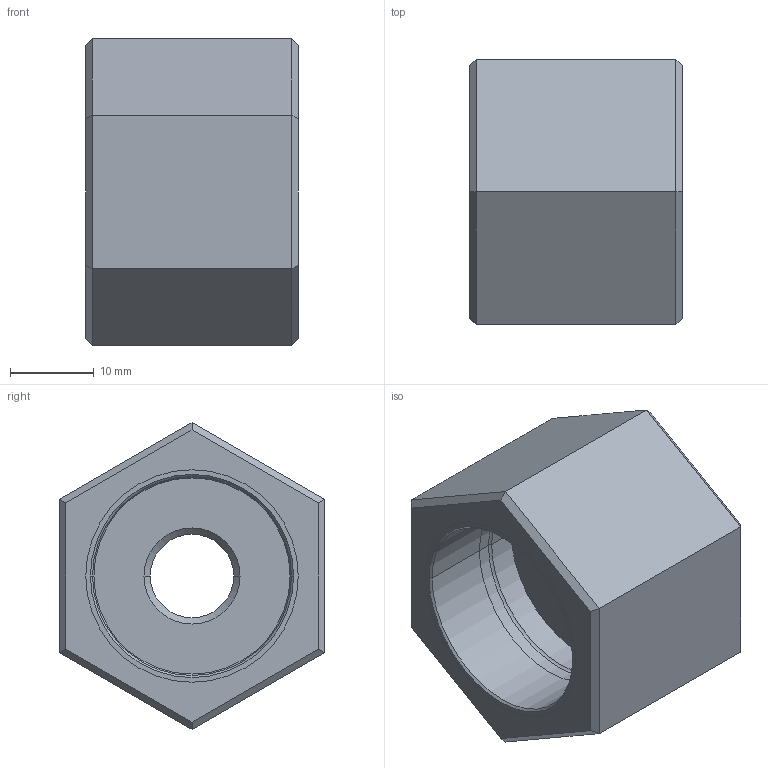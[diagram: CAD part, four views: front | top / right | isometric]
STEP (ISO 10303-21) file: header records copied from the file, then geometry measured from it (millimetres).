
FILE_DESCRIPTION((''),'2;1');
FILE_NAME('ILC30987240','2005-08-25T',('KR'),(''),'PRO/ENGINEER BY PARAMETRIC TECHNOLOGY CORPORATION, 2004290','PRO/ENGINEER BY PARAMETRIC TECHNOLOGY CORPORATION, 2004290','');
FILE_SCHEMA(('AUTOMOTIVE_DESIGN_CC2 { 1 2 10303 214 -1 1 5 2 }'));
Length unit declared in the file: inch
Products named in the file (1): ILC30987240
Bounding box: 25.4 x 31.75 x 36.66 mm (x, y, z)
Volume: 15078.9 mm3; surface area: 6623.7 mm2
Topology: 1 solids, 3 shells, 46 faces, 100 edges, 60 vertices
Faces by surface type: plane 24, cylinder 12, cone 8, torus 2
Entity records: 1370 total; most frequent: DIRECTION 232, CARTESIAN_POINT 207, ORIENTED_EDGE 192, COLOUR_RGB 105, EDGE_CURVE 100, AXIS2_PLACEMENT_3D 85, VECTOR 62, LINE 62
